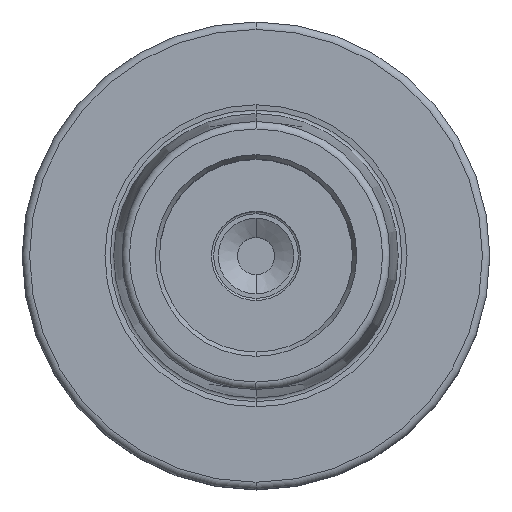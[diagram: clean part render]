
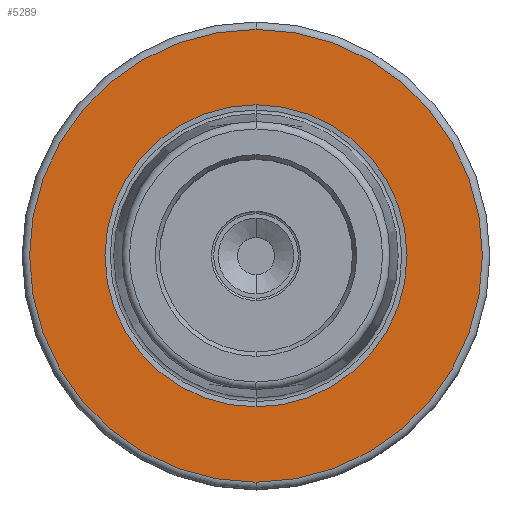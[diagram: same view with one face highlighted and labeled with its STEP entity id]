
A CAD part, top view. The second image highlights one B-rep face of the part: STEP entity #5289.
In plain terms, the highlighted planar face has unit normal (0, 0, 1).
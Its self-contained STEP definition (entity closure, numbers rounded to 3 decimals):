
#1103=CARTESIAN_POINT('',(0,0,26));
#1104=DIRECTION('',(0,0,1));
#1105=DIRECTION('',(0,1,0));
#1106=AXIS2_PLACEMENT_3D('',#1103,#1104,#1105);
#1108=CARTESIAN_POINT('',(0,0,26));
#1109=DIRECTION('',(0,0,1));
#1110=DIRECTION('',(0,-1,0));
#1111=AXIS2_PLACEMENT_3D('',#1108,#1109,#1110);
#1121=CARTESIAN_POINT('',(0,0,26));
#1122=DIRECTION('',(0,0,1));
#1123=DIRECTION('',(0,1,0));
#1124=AXIS2_PLACEMENT_3D('',#1121,#1122,#1123);
#1126=CARTESIAN_POINT('',(0,0,26));
#1127=DIRECTION('',(0,0,-1));
#1128=DIRECTION('',(0,1,0));
#1129=AXIS2_PLACEMENT_3D('',#1126,#1127,#1128);
#3337=CARTESIAN_POINT('',(0,20.344,26));
#3339=VERTEX_POINT('',#3337);
#3367=CARTESIAN_POINT('',(0,-20.344,26));
#3369=VERTEX_POINT('',#3367);
#3413=CARTESIAN_POINT('',(0,30.5,26));
#3414=CARTESIAN_POINT('',(0,-30.5,26));
#3415=VERTEX_POINT('',#3413);
#3416=VERTEX_POINT('',#3414);
#5273=CARTESIAN_POINT('',(0,0,26));
#5274=DIRECTION('',(0,0,-1));
#5275=DIRECTION('',(0,-1,0));
#5276=AXIS2_PLACEMENT_3D('',#5273,#5274,#5275);
#5277=PLANE('',#5276);
#5279=ORIENTED_EDGE('',*,*,#5278,.F.);
#5280=ORIENTED_EDGE('',*,*,#5263,.F.);
#5281=EDGE_LOOP('',(#5279,#5280));
#5282=FACE_OUTER_BOUND('',#5281,.F.);
#5284=ORIENTED_EDGE('',*,*,#5283,.T.);
#5286=ORIENTED_EDGE('',*,*,#5285,.F.);
#5287=EDGE_LOOP('',(#5284,#5286));
#5288=FACE_BOUND('',#5287,.F.);
#5289=ADVANCED_FACE('',(#5282,#5288),#5277,.F.);
#1107=CIRCLE('',#1106,30.5);
#1112=CIRCLE('',#1111,30.5);
#1125=CIRCLE('',#1124,20.344);
#1130=CIRCLE('',#1129,20.344);
#5263=EDGE_CURVE('',#3416,#3415,#1112,.T.);
#5278=EDGE_CURVE('',#3415,#3416,#1107,.T.);
#5283=EDGE_CURVE('',#3339,#3369,#1125,.T.);
#5285=EDGE_CURVE('',#3339,#3369,#1130,.T.);
